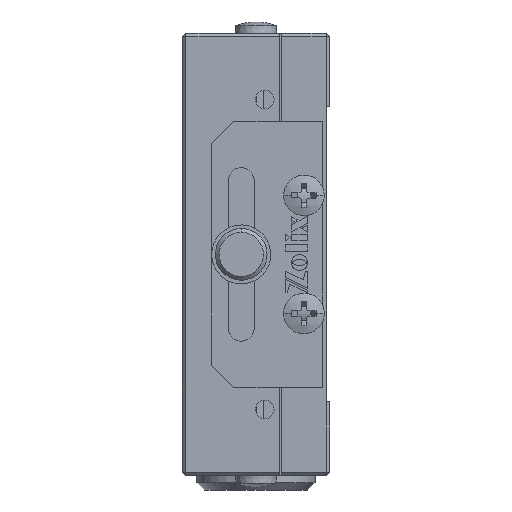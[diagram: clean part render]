
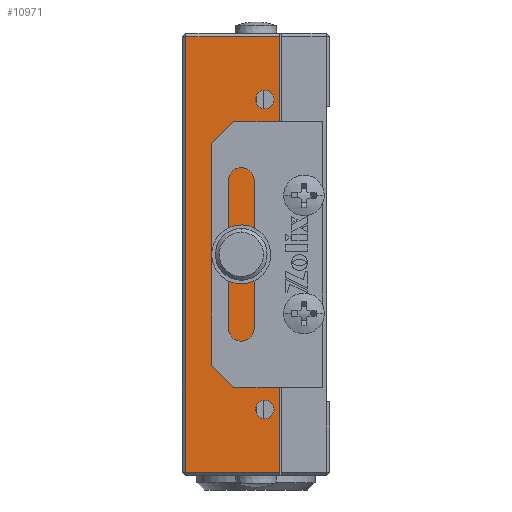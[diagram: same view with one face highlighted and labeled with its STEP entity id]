
A CAD part, left-side view. The second image highlights one B-rep face of the part: STEP entity #10971.
In plain terms, the highlighted planar face has unit normal (-1, 0, 0).
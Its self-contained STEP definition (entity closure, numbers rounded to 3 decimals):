
#226 = ORIENTED_EDGE ( 'NONE', *, *, #383, .T. ) ;
#305 = EDGE_CURVE ( 'NONE', #14058, #990, #19469, .T. ) ;
#375 = CARTESIAN_POINT ( 'NONE',  ( -28.865, -0.647, 72.55 ) ) ;
#383 = EDGE_CURVE ( 'NONE', #990, #12240, #22092, .T. ) ;
#439 = VERTEX_POINT ( 'NONE', #24318 ) ;
#600 = EDGE_CURVE ( 'NONE', #20982, #14046, #7074, .T. ) ;
#699 = VERTEX_POINT ( 'NONE', #15542 ) ;
#980 = LINE ( 'NONE', #13084, #19798 ) ;
#990 = VERTEX_POINT ( 'NONE', #18544 ) ;
#1100 = FACE_BOUND ( 'NONE', #22752, .T. ) ;
#1128 = PLANE ( 'NONE',  #6988 ) ;
#1243 = ORIENTED_EDGE ( 'NONE', *, *, #11821, .F. ) ;
#1627 = DIRECTION ( 'NONE',  ( 0., 0., -1. ) ) ;
#1652 = AXIS2_PLACEMENT_3D ( 'NONE', #19484, #2482, #2401 ) ;
#2272 = FACE_BOUND ( 'NONE', #6387, .T. ) ;
#2401 = DIRECTION ( 'NONE',  ( 0., 0., 1. ) ) ;
#2482 = DIRECTION ( 'NONE',  ( -1., 0., 0. ) ) ;
#2602 = CARTESIAN_POINT ( 'NONE',  ( -28.865, -5.847, 100.8 ) ) ;
#2606 = EDGE_CURVE ( 'NONE', #8623, #14025, #19957, .T. ) ;
#2775 = ORIENTED_EDGE ( 'NONE', *, *, #13499, .F. ) ;
#2838 = EDGE_CURVE ( 'NONE', #12240, #9878, #23474, .T. ) ;
#2996 = CIRCLE ( 'NONE', #10325, 1.25 ) ;
#3495 = CARTESIAN_POINT ( 'NONE',  ( -28.865, -5.847, 41.3 ) ) ;
#3793 = AXIS2_PLACEMENT_3D ( 'NONE', #15119, #7545, #16762 ) ;
#4246 = DIRECTION ( 'NONE',  ( -1., 0., 0. ) ) ;
#4434 = DIRECTION ( 'NONE',  ( 0., 0., 1. ) ) ;
#5400 = ORIENTED_EDGE ( 'NONE', *, *, #305, .T. ) ;
#5434 = ORIENTED_EDGE ( 'NONE', *, *, #8863, .F. ) ;
#5740 = CIRCLE ( 'NONE', #18062, 1.25 ) ;
#5971 = CARTESIAN_POINT ( 'NONE',  ( -28.865, 6.853, 100.8 ) ) ;
#6145 = DIRECTION ( 'NONE',  ( 0., 0., 1. ) ) ;
#6311 = CIRCLE ( 'NONE', #15554, 1.25 ) ;
#6387 = EDGE_LOOP ( 'NONE', ( #13010, #21444 ) ) ;
#6619 = DIRECTION ( 'NONE',  ( -1., 0., 0. ) ) ;
#6796 = CARTESIAN_POINT ( 'NONE',  ( -28.865, -3.847, 92.3 ) ) ;
#6988 = AXIS2_PLACEMENT_3D ( 'NONE', #20088, #6619, #18053 ) ;
#7074 = CIRCLE ( 'NONE', #23293, 1.25 ) ;
#7176 = DIRECTION ( 'NONE',  ( -1., 0., 0. ) ) ;
#7246 = FACE_BOUND ( 'NONE', #22184, .T. ) ;
#7545 = DIRECTION ( 'NONE',  ( -1., 0., 0. ) ) ;
#7669 = EDGE_LOOP ( 'NONE', ( #15498, #5434 ) ) ;
#8297 = CARTESIAN_POINT ( 'NONE',  ( -28.865, -0.647, 71.3 ) ) ;
#8623 = VERTEX_POINT ( 'NONE', #375 ) ;
#8863 = EDGE_CURVE ( 'NONE', #14046, #20982, #2996, .T. ) ;
#8932 = DIRECTION ( 'NONE',  ( 0., 0., 1. ) ) ;
#9019 = AXIS2_PLACEMENT_3D ( 'NONE', #6796, #14068, #12525 ) ;
#9099 = CARTESIAN_POINT ( 'NONE',  ( -28.865, 6.853, 41.3 ) ) ;
#9868 = CARTESIAN_POINT ( 'NONE',  ( -28.865, -0.647, 70.05 ) ) ;
#9878 = VERTEX_POINT ( 'NONE', #2602 ) ;
#10006 = DIRECTION ( 'NONE',  ( -1., 0., 0. ) ) ;
#10325 = AXIS2_PLACEMENT_3D ( 'NONE', #12703, #12629, #14415 ) ;
#10971 = ADVANCED_FACE ( 'NONE', ( #22256, #12587, #12313, #7246, #1100, #2272 ), #1128, .T. ) ;
#11040 = DIRECTION ( 'NONE',  ( 0., -1., 0. ) ) ;
#11617 = CIRCLE ( 'NONE', #18839, 1.25 ) ;
#11821 = EDGE_CURVE ( 'NONE', #14643, #12624, #6311, .T. ) ;
#11889 = DIRECTION ( 'NONE',  ( 0., 0., 1. ) ) ;
#12014 = VECTOR ( 'NONE', #8932, 1000. ) ;
#12101 = CIRCLE ( 'NONE', #1652, 1.25 ) ;
#12240 = VERTEX_POINT ( 'NONE', #20530 ) ;
#12313 = FACE_BOUND ( 'NONE', #7669, .T. ) ;
#12323 = VERTEX_POINT ( 'NONE', #22904 ) ;
#12442 = EDGE_LOOP ( 'NONE', ( #14608, #18696, #5400, #226 ) ) ;
#12525 = DIRECTION ( 'NONE',  ( 0., 0., 1. ) ) ;
#12587 = FACE_BOUND ( 'NONE', #20152, .T. ) ;
#12624 = VERTEX_POINT ( 'NONE', #13058 ) ;
#12629 = DIRECTION ( 'NONE',  ( -1., 0., 0. ) ) ;
#12703 = CARTESIAN_POINT ( 'NONE',  ( -28.865, -3.847, 60.3 ) ) ;
#12841 = DIRECTION ( 'NONE',  ( 0., 0., 1. ) ) ;
#13010 = ORIENTED_EDGE ( 'NONE', *, *, #15031, .F. ) ;
#13058 = CARTESIAN_POINT ( 'NONE',  ( -28.865, -3.847, 51.55 ) ) ;
#13084 = CARTESIAN_POINT ( 'NONE',  ( -28.865, -5.847, 100.8 ) ) ;
#13197 = EDGE_CURVE ( 'NONE', #9878, #14058, #980, .T. ) ;
#13201 = CIRCLE ( 'NONE', #3793, 1.25 ) ;
#13411 = CARTESIAN_POINT ( 'NONE',  ( -28.865, -3.847, 59.05 ) ) ;
#13499 = EDGE_CURVE ( 'NONE', #12624, #14643, #21555, .T. ) ;
#13625 = EDGE_CURVE ( 'NONE', #699, #12323, #19758, .T. ) ;
#13758 = AXIS2_PLACEMENT_3D ( 'NONE', #16481, #7176, #22047 ) ;
#13779 = CARTESIAN_POINT ( 'NONE',  ( -28.865, -3.847, 49.05 ) ) ;
#13967 = DIRECTION ( 'NONE',  ( 0., 0., 1. ) ) ;
#14025 = VERTEX_POINT ( 'NONE', #9868 ) ;
#14046 = VERTEX_POINT ( 'NONE', #13411 ) ;
#14058 = VERTEX_POINT ( 'NONE', #5971 ) ;
#14067 = CARTESIAN_POINT ( 'NONE',  ( -28.865, -3.847, 61.55 ) ) ;
#14068 = DIRECTION ( 'NONE',  ( -1., 0., 0. ) ) ;
#14415 = DIRECTION ( 'NONE',  ( 0., 0., 1. ) ) ;
#14485 = VECTOR ( 'NONE', #1627, 1000. ) ;
#14608 = ORIENTED_EDGE ( 'NONE', *, *, #2838, .T. ) ;
#14643 = VERTEX_POINT ( 'NONE', #13779 ) ;
#15031 = EDGE_CURVE ( 'NONE', #439, #16644, #12101, .T. ) ;
#15119 = CARTESIAN_POINT ( 'NONE',  ( -28.865, -3.847, 92.3 ) ) ;
#15498 = ORIENTED_EDGE ( 'NONE', *, *, #600, .F. ) ;
#15542 = CARTESIAN_POINT ( 'NONE',  ( -28.865, -3.847, 91.05 ) ) ;
#15554 = AXIS2_PLACEMENT_3D ( 'NONE', #19233, #21127, #4434 ) ;
#15771 = ORIENTED_EDGE ( 'NONE', *, *, #17761, .F. ) ;
#16481 = CARTESIAN_POINT ( 'NONE',  ( -28.865, -3.847, 50.3 ) ) ;
#16644 = VERTEX_POINT ( 'NONE', #23787 ) ;
#16762 = DIRECTION ( 'NONE',  ( 0., 0., 1. ) ) ;
#16785 = ORIENTED_EDGE ( 'NONE', *, *, #2606, .F. ) ;
#16917 = ORIENTED_EDGE ( 'NONE', *, *, #13625, .F. ) ;
#16939 = EDGE_CURVE ( 'NONE', #16644, #439, #5740, .T. ) ;
#17120 = VECTOR ( 'NONE', #11040, 1000. ) ;
#17620 = CARTESIAN_POINT ( 'NONE',  ( -28.865, -3.847, 82.3 ) ) ;
#17761 = EDGE_CURVE ( 'NONE', #14025, #8623, #11617, .T. ) ;
#18053 = DIRECTION ( 'NONE',  ( 0., 0., 1. ) ) ;
#18062 = AXIS2_PLACEMENT_3D ( 'NONE', #17620, #10006, #11889 ) ;
#18544 = CARTESIAN_POINT ( 'NONE',  ( -28.865, 6.853, 41.8 ) ) ;
#18566 = CARTESIAN_POINT ( 'NONE',  ( -28.865, -5.847, 41.8 ) ) ;
#18696 = ORIENTED_EDGE ( 'NONE', *, *, #13197, .T. ) ;
#18711 = DIRECTION ( 'NONE',  ( 0., 1., 0. ) ) ;
#18839 = AXIS2_PLACEMENT_3D ( 'NONE', #22163, #24044, #12841 ) ;
#19233 = CARTESIAN_POINT ( 'NONE',  ( -28.865, -3.847, 50.3 ) ) ;
#19308 = CARTESIAN_POINT ( 'NONE',  ( -28.865, -3.847, 60.3 ) ) ;
#19469 = LINE ( 'NONE', #9099, #14485 ) ;
#19484 = CARTESIAN_POINT ( 'NONE',  ( -28.865, -3.847, 82.3 ) ) ;
#19758 = CIRCLE ( 'NONE', #9019, 1.25 ) ;
#19798 = VECTOR ( 'NONE', #18711, 1000. ) ;
#19957 = CIRCLE ( 'NONE', #20805, 1.25 ) ;
#20088 = CARTESIAN_POINT ( 'NONE',  ( -28.865, -5.847, 41.3 ) ) ;
#20152 = EDGE_LOOP ( 'NONE', ( #16785, #15771 ) ) ;
#20530 = CARTESIAN_POINT ( 'NONE',  ( -28.865, -5.847, 41.8 ) ) ;
#20805 = AXIS2_PLACEMENT_3D ( 'NONE', #8297, #4246, #13967 ) ;
#20982 = VERTEX_POINT ( 'NONE', #14067 ) ;
#21112 = EDGE_CURVE ( 'NONE', #12323, #699, #13201, .T. ) ;
#21127 = DIRECTION ( 'NONE',  ( -1., 0., 0. ) ) ;
#21439 = DIRECTION ( 'NONE',  ( -1., 0., 0. ) ) ;
#21444 = ORIENTED_EDGE ( 'NONE', *, *, #16939, .F. ) ;
#21555 = CIRCLE ( 'NONE', #13758, 1.25 ) ;
#22047 = DIRECTION ( 'NONE',  ( 0., 0., 1. ) ) ;
#22092 = LINE ( 'NONE', #18566, #17120 ) ;
#22163 = CARTESIAN_POINT ( 'NONE',  ( -28.865, -0.647, 71.3 ) ) ;
#22184 = EDGE_LOOP ( 'NONE', ( #2775, #1243 ) ) ;
#22256 = FACE_OUTER_BOUND ( 'NONE', #12442, .T. ) ;
#22589 = ORIENTED_EDGE ( 'NONE', *, *, #21112, .F. ) ;
#22752 = EDGE_LOOP ( 'NONE', ( #22589, #16917 ) ) ;
#22904 = CARTESIAN_POINT ( 'NONE',  ( -28.865, -3.847, 93.55 ) ) ;
#23293 = AXIS2_PLACEMENT_3D ( 'NONE', #19308, #21439, #6145 ) ;
#23474 = LINE ( 'NONE', #3495, #12014 ) ;
#23787 = CARTESIAN_POINT ( 'NONE',  ( -28.865, -3.847, 81.05 ) ) ;
#24044 = DIRECTION ( 'NONE',  ( -1., 0., 0. ) ) ;
#24318 = CARTESIAN_POINT ( 'NONE',  ( -28.865, -3.847, 83.55 ) ) ;
